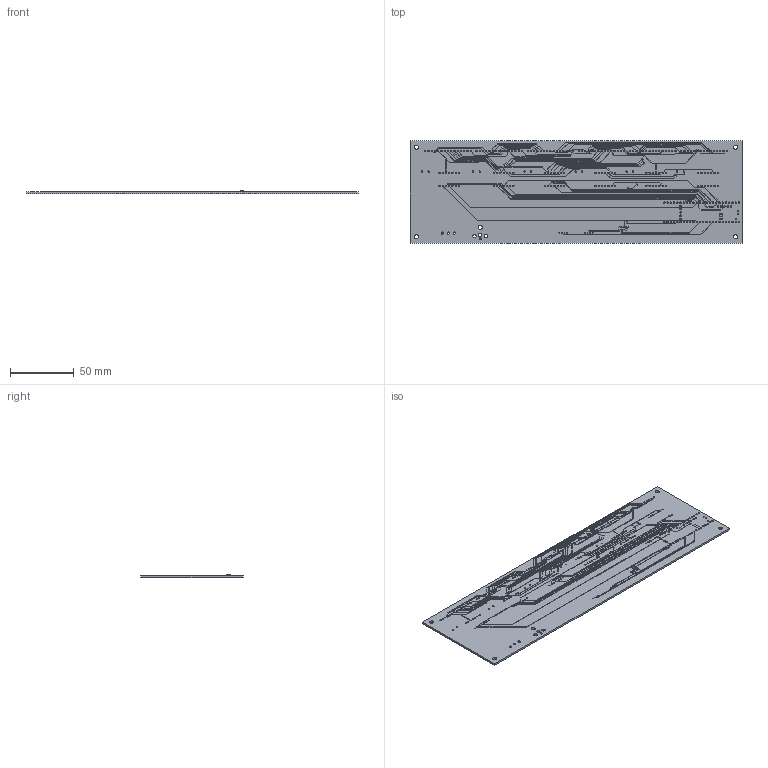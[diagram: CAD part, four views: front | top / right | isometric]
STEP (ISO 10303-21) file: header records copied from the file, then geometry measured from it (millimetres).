
FILE_DESCRIPTION(('KiCad electronic assembly'),'2;1');
FILE_NAME('arena_06-inf_teensy.step','2025-11-14T10:51:21',('Pcbnew'),( 'Kicad'),'Open CASCADE STEP processor 7.9','KiCad to STEP converter' ,'Unknown');
FILE_SCHEMA(('AUTOMOTIVE_DESIGN { 1 0 10303 214 1 1 1 1 }'));
Length unit declared in the file: millimetre
Products named in the file (6): arena_06-inf_teensy 1; R_0805_2012Metric; SOT-23-3; arena_06-inf_teensy_copper; arena_06-inf_teensy_via; arena_06-inf_teensy_PCB
Assembly tree (6 placements, depth 2):
  arena_06-inf_teensy 1
    R_0805_2012Metric  x2
    SOT-23-3
    arena_06-inf_teensy_copper
    arena_06-inf_teensy_via
    arena_06-inf_teensy_PCB
Bounding box: 260 x 80 x 2.83 mm (x, y, z)
Volume: 31074.4 mm3; surface area: 48853.6 mm2
Topology: 167 solids, 167 shells, 2795 faces, 7347 edges, 4887 vertices
Faces by surface type: plane 2098, cylinder 681, bspline 16
Full cylindrical faces by diameter (mm): 0.25 x28, 0.275 x56, 0.3 x48, 0.55 x1, 0.575 x2, 0.6 x1, 0.762 x8, 0.8 x8, 0.991 x12, 1 x1, 1.016 x186, 1.1 x59, 1.6 x1, 1.778 x3, 2.692 x3, 3.15 x1, 3.2 x4
Entity records: 88013 total; most frequent: CARTESIAN_POINT 14970, ORIENTED_EDGE 14558, DIRECTION 14122, EDGE_CURVE 7279, LINE 5908, VECTOR 5908, VERTEX_POINT 4843, AXIS2_PLACEMENT_3D 4107
